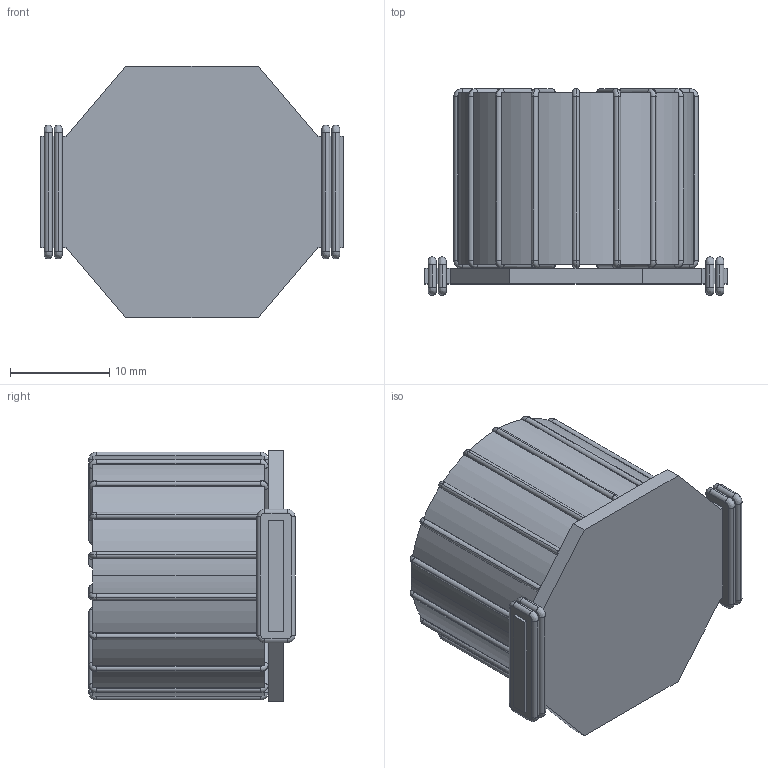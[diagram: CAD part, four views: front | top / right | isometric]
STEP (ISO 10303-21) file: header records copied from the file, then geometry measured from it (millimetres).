
FILE_DESCRIPTION(('STEP AP242'),'1');
FILE_NAME('pm2120-390k-rc.stp','2020-11-20T17:01:16',('TraceParts'),('TraceParts S.A.'),'Spatial InterOp 3D',' ',' ');
FILE_SCHEMA(('AP242_MANAGED_MODEL_BASED_3D_ENGINEERING_MIM_LF {1 0 10303 442 1 1 4}'));
Length unit declared in the file: millimetre
Products named in the file (1): pm2120-390k-rc_1
Bounding box: 30.5 x 20.83 x 25.4 mm (x, y, z)
Volume: 6625.7 mm3; surface area: 4741.6 mm2
Topology: 2 solids, 2 shells, 594 faces, 1608 edges, 1024 vertices
Faces by surface type: plane 218, cylinder 216, torus 144, bspline 16
Entity records: 20333 total; most frequent: CARTESIAN_POINT 5274, DIRECTION 3304, ORIENTED_EDGE 3216, EDGE_CURVE 1608, AXIS2_PLACEMENT_3D 1404, VERTEX_POINT 1024, CIRCLE 824, EDGE_LOOP 602
